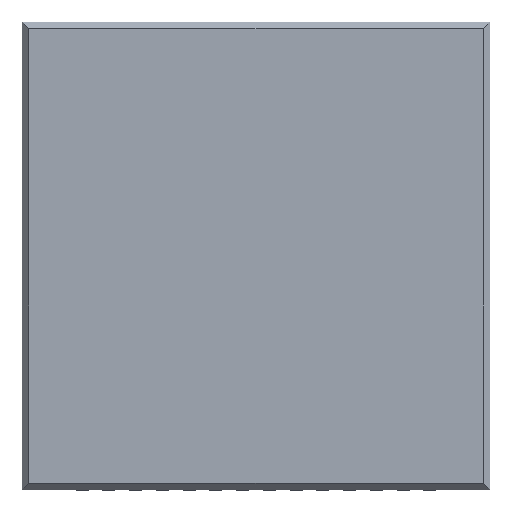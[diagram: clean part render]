
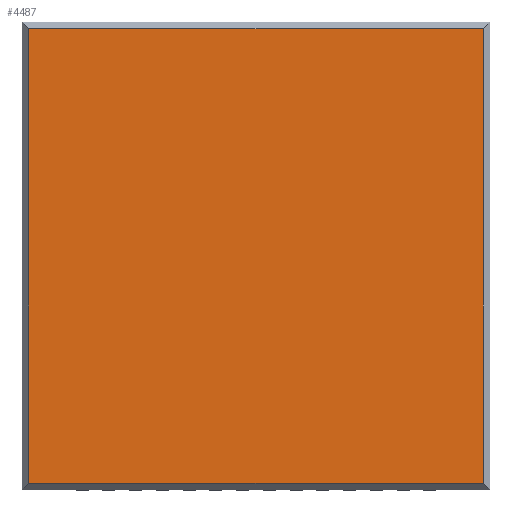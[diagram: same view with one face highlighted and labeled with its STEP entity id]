
A CAD part, top view. The second image highlights one B-rep face of the part: STEP entity #4487.
In plain terms, the highlighted planar face has unit normal (0, 0, 1).
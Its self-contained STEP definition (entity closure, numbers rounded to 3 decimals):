
#765 = VERTEX_POINT('',#766);
#766 = CARTESIAN_POINT('',(-3.4,3.4,0.85));
#774 = VERTEX_POINT('',#775);
#775 = CARTESIAN_POINT('',(3.4,3.4,0.85));
#781 = EDGE_CURVE('',#765,#774,#782,.T.);
#782 = LINE('',#783,#784);
#783 = CARTESIAN_POINT('',(-3.5,3.4,0.85));
#784 = VECTOR('',#785,1.);
#785 = DIRECTION('',(1.,0.,0.));
#3698 = VERTEX_POINT('',#3699);
#3699 = CARTESIAN_POINT('',(-3.4,-3.4,0.85));
#3707 = EDGE_CURVE('',#3698,#765,#3708,.T.);
#3708 = LINE('',#3709,#3710);
#3709 = CARTESIAN_POINT('',(-3.4,-3.5,0.85));
#3710 = VECTOR('',#3711,1.);
#3711 = DIRECTION('',(0.,1.,0.));
#4487 = ADVANCED_FACE('',(#4488),#4506,.F.);
#4488 = FACE_BOUND('',#4489,.F.);
#4489 = EDGE_LOOP('',(#4490,#4498,#4504,#4505));
#4490 = ORIENTED_EDGE('',*,*,#4491,.T.);
#4491 = EDGE_CURVE('',#774,#4492,#4494,.T.);
#4492 = VERTEX_POINT('',#4493);
#4493 = CARTESIAN_POINT('',(3.4,-3.4,0.85));
#4494 = LINE('',#4495,#4496);
#4495 = CARTESIAN_POINT('',(3.4,3.5,0.85));
#4496 = VECTOR('',#4497,1.);
#4497 = DIRECTION('',(0.,-1.,0.));
#4498 = ORIENTED_EDGE('',*,*,#4499,.T.);
#4499 = EDGE_CURVE('',#4492,#3698,#4500,.T.);
#4500 = LINE('',#4501,#4502);
#4501 = CARTESIAN_POINT('',(3.5,-3.4,0.85));
#4502 = VECTOR('',#4503,1.);
#4503 = DIRECTION('',(-1.,0.,0.));
#4504 = ORIENTED_EDGE('',*,*,#3707,.T.);
#4505 = ORIENTED_EDGE('',*,*,#781,.T.);
#4506 = PLANE('',#4507);
#4507 = AXIS2_PLACEMENT_3D('',#4508,#4509,#4510);
#4508 = CARTESIAN_POINT('',(0.,0.,0.85));
#4509 = DIRECTION('',(-0.,-0.,-1.));
#4510 = DIRECTION('',(-1.,0.,0.));
